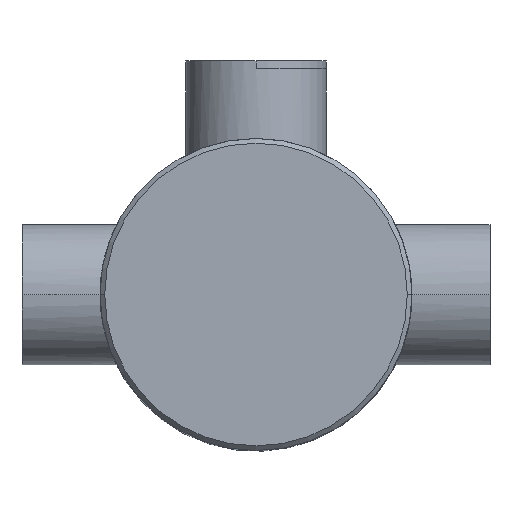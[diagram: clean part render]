
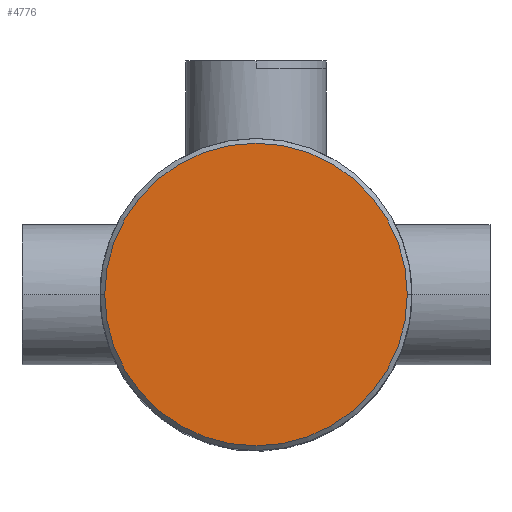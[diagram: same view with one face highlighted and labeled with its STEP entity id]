
A CAD part, top view. The second image highlights one B-rep face of the part: STEP entity #4776.
In plain terms, the highlighted planar face has unit normal (0, 0, 1).
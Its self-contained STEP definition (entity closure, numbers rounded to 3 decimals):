
#1927=CARTESIAN_POINT('',(0.,0.,
220.));
#1928=DIRECTION('',(0.,0.,-1.));
#1929=DIRECTION('',(1.,0.,0.));
#1930=AXIS2_PLACEMENT_3D('',#1927,#1928,#1929);
#1932=CARTESIAN_POINT('',(0.,0.,
220.));
#1933=DIRECTION('',(0.,0.,-1.));
#1934=DIRECTION('',(0.,-1.,0.));
#1935=AXIS2_PLACEMENT_3D('',#1932,#1933,#1934);
#1937=CARTESIAN_POINT('',(0.,0.,
220.));
#1938=DIRECTION('',(0.,0.,-1.));
#1939=DIRECTION('',(-1.,0.,0.));
#1940=AXIS2_PLACEMENT_3D('',#1937,#1938,#1939);
#1942=CARTESIAN_POINT('',(0.,0.,
220.));
#1943=DIRECTION('',(0.,0.,-1.));
#1944=DIRECTION('',(0.,1.,0.));
#1945=AXIS2_PLACEMENT_3D('',#1942,#1943,#1944);
#2493=CARTESIAN_POINT('',(97.,0.,
220.));
#2494=CARTESIAN_POINT('',(0.,-97.,
220.));
#2495=VERTEX_POINT('',#2493);
#2496=VERTEX_POINT('',#2494);
#2497=CARTESIAN_POINT('',(-97.,0.,
220.));
#2498=VERTEX_POINT('',#2497);
#2499=CARTESIAN_POINT('',(0.,97.,
220.));
#2500=VERTEX_POINT('',#2499);
#4763=CARTESIAN_POINT('',(0.,0.,220.));
#4764=DIRECTION('',(0.,0.,1.));
#4765=DIRECTION('',(1.,0.,0.));
#4766=AXIS2_PLACEMENT_3D('',#4763,#4764,#4765);
#4767=PLANE('',#4766);
#4768=ORIENTED_EDGE('',*,*,#4752,.T.);
#4769=ORIENTED_EDGE('',*,*,#4750,.T.);
#4771=ORIENTED_EDGE('',*,*,#4770,.T.);
#4773=ORIENTED_EDGE('',*,*,#4772,.T.);
#4774=EDGE_LOOP('',(#4768,#4769,#4771,#4773));
#4775=FACE_OUTER_BOUND('',#4774,.F.);
#1931=CIRCLE('',#1930,97.);
#1936=CIRCLE('',#1935,97.);
#1941=CIRCLE('',#1940,97.);
#1946=CIRCLE('',#1945,97.);
#4750=EDGE_CURVE('',#2496,#2498,#1936,.T.);
#4752=EDGE_CURVE('',#2495,#2496,#1931,.T.);
#4770=EDGE_CURVE('',#2498,#2500,#1941,.T.);
#4772=EDGE_CURVE('',#2500,#2495,#1946,.T.);
#4776=ADVANCED_FACE('',(#4775),#4767,.T.);
